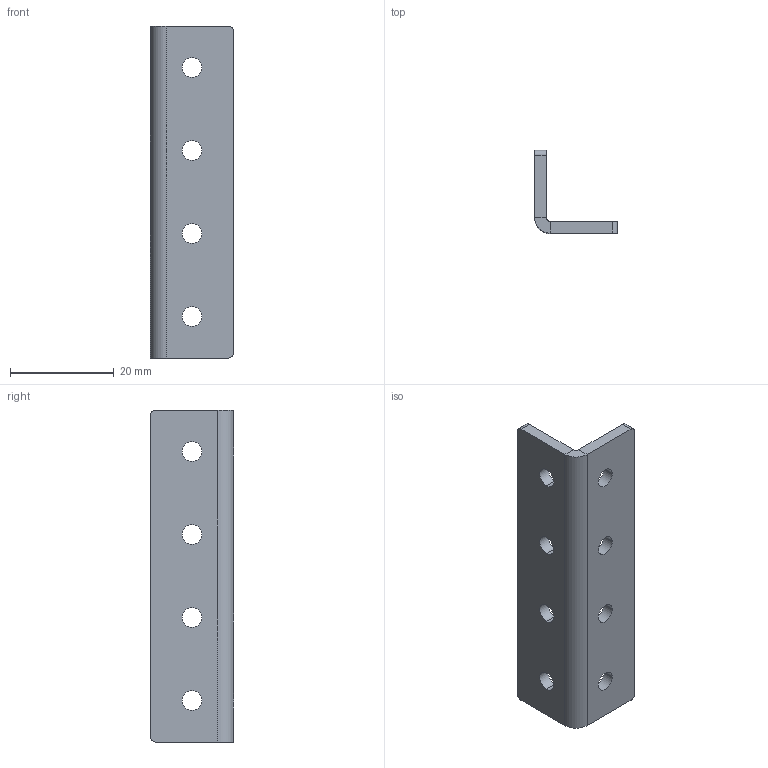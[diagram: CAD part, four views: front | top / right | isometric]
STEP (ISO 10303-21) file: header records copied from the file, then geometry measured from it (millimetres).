
FILE_DESCRIPTION (( 'STEP AP203' ), '1' );
FILE_NAME ('am-4839 4x1 Angle Gusset.STEP', '2022-08-24T21:15:34', ( '' ), ( '' ), 'SwSTEP 2.0', 'SolidWorks 2022', '' );
FILE_SCHEMA (( 'CONFIG_CONTROL_DESIGN' ));
Length unit declared in the file: inch
Products named in the file (1): am-4839 4x1 Angle Gusset
Bounding box: 16 x 16 x 64 mm (x, y, z)
Volume: 4020.2 mm3; surface area: 4156.2 mm2
Topology: 1 solids, 1 shells, 34 faces, 88 edges, 56 vertices
Faces by surface type: cylinder 22, plane 12
Entity records: 1163 total; most frequent: DIRECTION 202, CARTESIAN_POINT 179, ORIENTED_EDGE 176, EDGE_CURVE 88, AXIS2_PLACEMENT_3D 79, VERTEX_POINT 56, EDGE_LOOP 50, LINE 44
